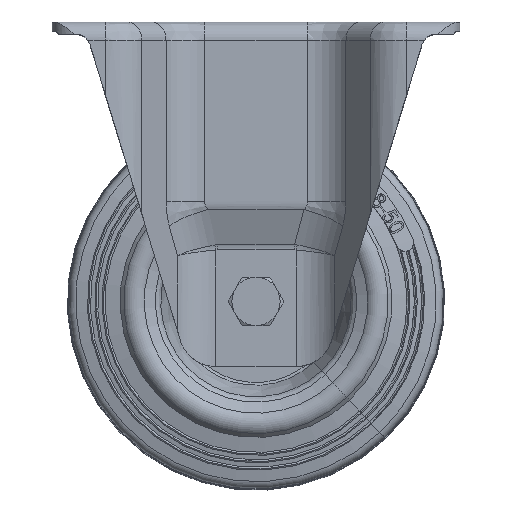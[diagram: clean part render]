
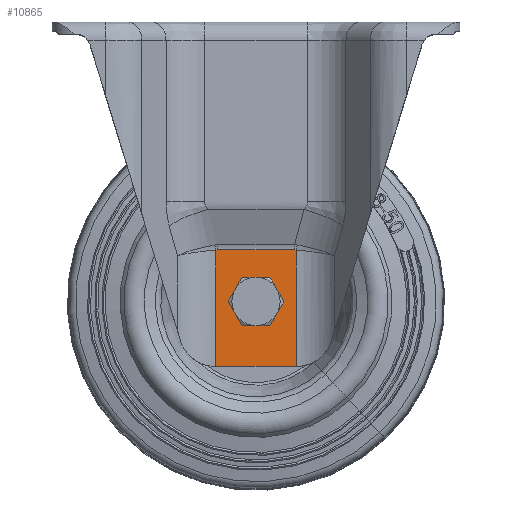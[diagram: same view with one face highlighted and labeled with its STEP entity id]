
A CAD part, top view. The second image highlights one B-rep face of the part: STEP entity #10865.
In plain terms, the highlighted planar face has unit normal (0, 0, 1).
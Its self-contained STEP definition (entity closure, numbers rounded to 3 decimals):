
#1250 = CARTESIAN_POINT ( 'NONE',  ( 0., -92.5, 29. ) ) ;
#2900 = FACE_BOUND ( 'NONE', #29124, .T. ) ;
#3032 = VERTEX_POINT ( 'NONE', #14479 ) ;
#3710 = LINE ( 'NONE', #11074, #10569 ) ;
#3825 = DIRECTION ( 'NONE',  ( 1., 0., 0. ) ) ;
#4340 = VERTEX_POINT ( 'NONE', #30066 ) ;
#4949 = DIRECTION ( 'NONE',  ( 0., 0., 1. ) ) ;
#5221 = EDGE_CURVE ( 'NONE', #3032, #5380, #13704, .T. ) ;
#5380 = VERTEX_POINT ( 'NONE', #15850 ) ;
#5612 = LINE ( 'NONE', #16040, #12436 ) ;
#7742 = CARTESIAN_POINT ( 'NONE',  ( -12.749, -75.411, 29. ) ) ;
#8393 = LINE ( 'NONE', #17126, #15168 ) ;
#8501 = EDGE_CURVE ( 'NONE', #28803, #23332, #10144, .T. ) ;
#8804 = CARTESIAN_POINT ( 'NONE',  ( -12.749, -75.411, 29. ) ) ;
#8905 = EDGE_CURVE ( 'NONE', #17580, #4340, #8393, .T. ) ;
#10144 = CIRCLE ( 'NONE', #18876, 5.25 ) ;
#10520 = ORIENTED_EDGE ( 'NONE', *, *, #13159, .T. ) ;
#10569 = VECTOR ( 'NONE', #25921, 1000. ) ;
#10681 = EDGE_CURVE ( 'NONE', #23332, #28803, #14170, .T. ) ;
#10865 = ADVANCED_FACE ( 'NONE', ( #2900, #16514 ), #19967, .T. ) ;
#11074 = CARTESIAN_POINT ( 'NONE',  ( -22.722, -75.411, 29. ) ) ;
#11127 = LINE ( 'NONE', #16105, #17863 ) ;
#11601 = AXIS2_PLACEMENT_3D ( 'NONE', #1250, #19091, #3825 ) ;
#12436 = VECTOR ( 'NONE', #13371, 1000. ) ;
#12590 = CARTESIAN_POINT ( 'NONE',  ( -13.249, -75.443, 29. ) ) ;
#12862 = CARTESIAN_POINT ( 'NONE',  ( -13.085, -75.421, 29. ) ) ;
#13159 = EDGE_CURVE ( 'NONE', #28343, #28083, #13699, .T. ) ;
#13371 = DIRECTION ( 'NONE',  ( 0., 1., 0. ) ) ;
#13699 = B_SPLINE_CURVE_WITH_KNOTS ( 'NONE', 3,
 ( #7742, #25126, #12862, #30133 ),
 .UNSPECIFIED., .F., .F.,
 ( 4, 4 ),
 ( 0., 1. ),
 .UNSPECIFIED. ) ;
#13704 = B_SPLINE_CURVE_WITH_KNOTS ( 'NONE', 3,
 ( #19210, #19175, #19134, #19125 ),
 .UNSPECIFIED., .F., .F.,
 ( 4, 4 ),
 ( 0., 1. ),
 .UNSPECIFIED. ) ;
#14170 = CIRCLE ( 'NONE', #11601, 5.25 ) ;
#14479 = CARTESIAN_POINT ( 'NONE',  ( 13.249, -75.443, 29. ) ) ;
#15168 = VECTOR ( 'NONE', #15980, 1000. ) ;
#15181 = EDGE_CURVE ( 'NONE', #5380, #28343, #3710, .T. ) ;
#15632 = ORIENTED_EDGE ( 'NONE', *, *, #5221, .T. ) ;
#15850 = CARTESIAN_POINT ( 'NONE',  ( 12.749, -75.411, 29. ) ) ;
#15980 = DIRECTION ( 'NONE',  ( 1., 0., 0. ) ) ;
#16040 = CARTESIAN_POINT ( 'NONE',  ( 13.249, -258.7, 29. ) ) ;
#16105 = CARTESIAN_POINT ( 'NONE',  ( -13.249, -258.7, 29. ) ) ;
#16514 = FACE_OUTER_BOUND ( 'NONE', #20432, .T. ) ;
#16888 = ORIENTED_EDGE ( 'NONE', *, *, #24568, .T. ) ;
#17126 = CARTESIAN_POINT ( 'NONE',  ( -22.722, -114., 29. ) ) ;
#17449 = ORIENTED_EDGE ( 'NONE', *, *, #18008, .T. ) ;
#17580 = VERTEX_POINT ( 'NONE', #21585 ) ;
#17863 = VECTOR ( 'NONE', #30785, 1000. ) ;
#18008 = EDGE_CURVE ( 'NONE', #28083, #17580, #11127, .T. ) ;
#18876 = AXIS2_PLACEMENT_3D ( 'NONE', #27305, #27409, #27515 ) ;
#19014 = CARTESIAN_POINT ( 'NONE',  ( -5.25, -92.5, 29. ) ) ;
#19091 = DIRECTION ( 'NONE',  ( 0., 0., -1. ) ) ;
#19125 = CARTESIAN_POINT ( 'NONE',  ( 12.749, -75.411, 29. ) ) ;
#19134 = CARTESIAN_POINT ( 'NONE',  ( 12.918, -75.411, 29. ) ) ;
#19175 = CARTESIAN_POINT ( 'NONE',  ( 13.085, -75.421, 29. ) ) ;
#19210 = CARTESIAN_POINT ( 'NONE',  ( 13.249, -75.443, 29. ) ) ;
#19613 = ORIENTED_EDGE ( 'NONE', *, *, #10681, .T. ) ;
#19967 = PLANE ( 'NONE',  #21074 ) ;
#20176 = CARTESIAN_POINT ( 'NONE',  ( -22.722, -3., 29. ) ) ;
#20432 = EDGE_LOOP ( 'NONE', ( #16888, #15632, #29903, #10520, #17449, #27393 ) ) ;
#21074 = AXIS2_PLACEMENT_3D ( 'NONE', #20176, #4949, #22610 ) ;
#21585 = CARTESIAN_POINT ( 'NONE',  ( -13.249, -114., 29. ) ) ;
#22610 = DIRECTION ( 'NONE',  ( 1., 0., 0. ) ) ;
#23332 = VERTEX_POINT ( 'NONE', #19014 ) ;
#24568 = EDGE_CURVE ( 'NONE', #4340, #3032, #5612, .T. ) ;
#25126 = CARTESIAN_POINT ( 'NONE',  ( -12.918, -75.411, 29. ) ) ;
#25919 = CARTESIAN_POINT ( 'NONE',  ( 5.25, -92.5, 29. ) ) ;
#25921 = DIRECTION ( 'NONE',  ( -1., 0., 0. ) ) ;
#27305 = CARTESIAN_POINT ( 'NONE',  ( 0., -92.5, 29. ) ) ;
#27393 = ORIENTED_EDGE ( 'NONE', *, *, #8905, .T. ) ;
#27409 = DIRECTION ( 'NONE',  ( 0., 0., -1. ) ) ;
#27515 = DIRECTION ( 'NONE',  ( 1., 0., 0. ) ) ;
#28083 = VERTEX_POINT ( 'NONE', #12590 ) ;
#28343 = VERTEX_POINT ( 'NONE', #8804 ) ;
#28803 = VERTEX_POINT ( 'NONE', #25919 ) ;
#29124 = EDGE_LOOP ( 'NONE', ( #32423, #19613 ) ) ;
#29903 = ORIENTED_EDGE ( 'NONE', *, *, #15181, .T. ) ;
#30066 = CARTESIAN_POINT ( 'NONE',  ( 13.249, -114., 29. ) ) ;
#30133 = CARTESIAN_POINT ( 'NONE',  ( -13.249, -75.443, 29. ) ) ;
#30785 = DIRECTION ( 'NONE',  ( 0., -1., 0. ) ) ;
#32423 = ORIENTED_EDGE ( 'NONE', *, *, #8501, .T. ) ;
